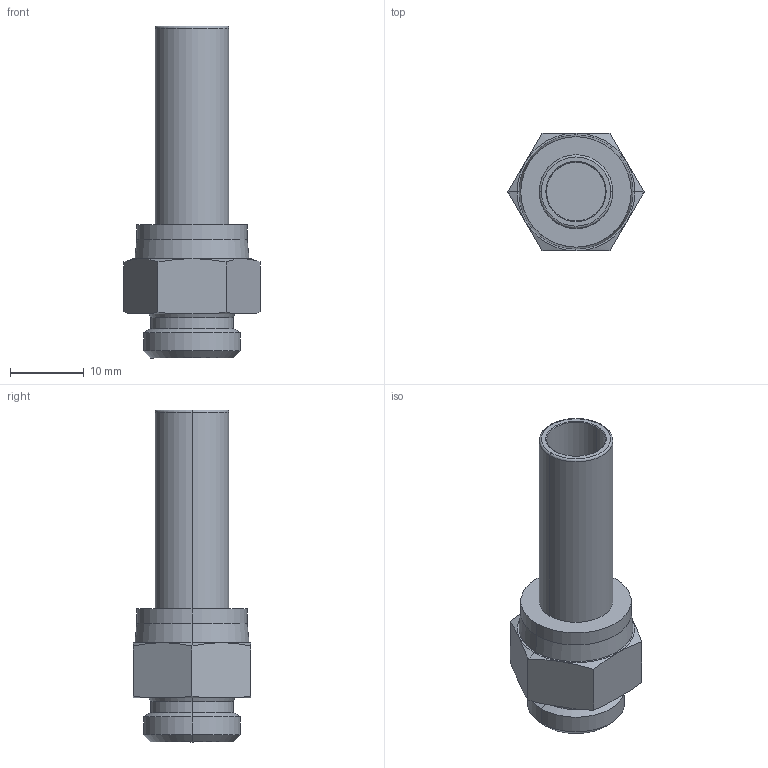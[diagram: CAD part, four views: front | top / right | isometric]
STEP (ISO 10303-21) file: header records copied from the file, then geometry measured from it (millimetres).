
FILE_DESCRIPTION((''),'2;1');
FILE_NAME('GPCJ_10G02(3D).stp','2012-12-20T14:33:20',(''),(''),'Mechanical Desktop.R8.0.24.0','Mechanical Desktop.R8.0.24.0',', , ');
FILE_SCHEMA(('CONFIG_CONTROL_DESIGN'));
Length unit declared in the file: millimetre
Products named in the file (2): GPCJ_10G02(3D); 睡ヶ1
Assembly tree (1 placements, depth 2):
  GPCJ_10G02(3D)
    睡ヶ1
Bounding box: 18.48 x 16 x 45.1 mm (x, y, z)
Volume: 3301 mm3; surface area: 3188.6 mm2
Topology: 1 solids, 1 shells, 57 faces, 124 edges, 73 vertices
Faces by surface type: cone 30, plane 13, cylinder 12, torus 2
Entity records: 1617 total; most frequent: CARTESIAN_POINT 302, DIRECTION 272, ORIENTED_EDGE 244, EDGE_CURVE 122, AXIS2_PLACEMENT_3D 115, VERTEX_POINT 73, EDGE_LOOP 63, FACE_OUTER_BOUND 57
